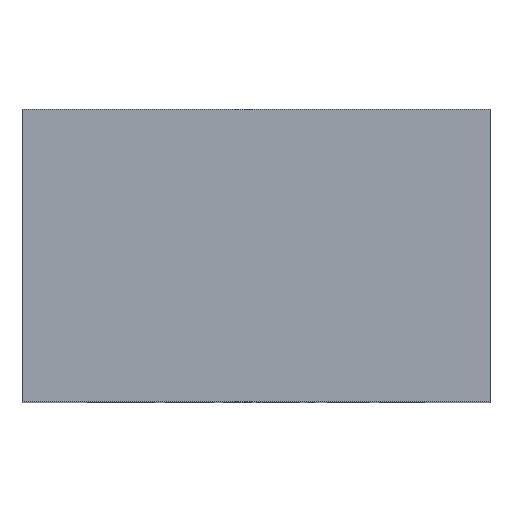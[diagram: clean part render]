
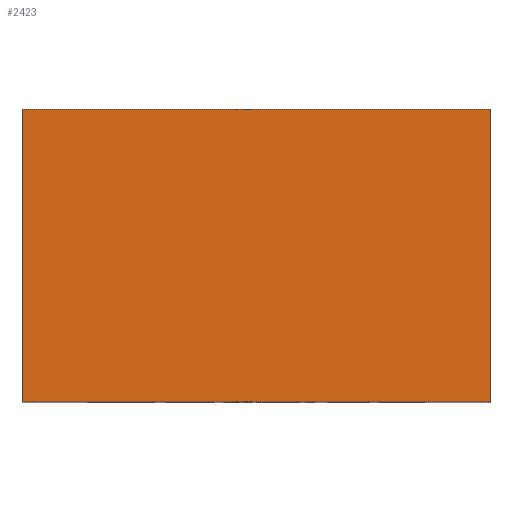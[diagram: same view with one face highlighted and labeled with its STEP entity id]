
A CAD part, top view. The second image highlights one B-rep face of the part: STEP entity #2423.
In plain terms, the highlighted planar face has unit normal (0, 0, 1).
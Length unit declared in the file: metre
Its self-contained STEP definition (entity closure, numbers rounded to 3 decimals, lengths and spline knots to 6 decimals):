
#251=LINE('',#4891,#452);
#252=LINE('',#4894,#453);
#253=LINE('',#4896,#454);
#254=LINE('',#4898,#455);
#452=VECTOR('',#2873,1.);
#453=VECTOR('',#2874,1.);
#454=VECTOR('',#2875,1.);
#455=VECTOR('',#2876,1.);
#537=PLANE('',#2516);
#919=ORIENTED_EDGE('',*,*,#1247,.T.);
#920=ORIENTED_EDGE('',*,*,#1248,.F.);
#921=ORIENTED_EDGE('',*,*,#1249,.F.);
#922=ORIENTED_EDGE('',*,*,#1250,.T.);
#1247=EDGE_CURVE('',#1415,#1416,#251,.T.);
#1248=EDGE_CURVE('',#1417,#1416,#252,.T.);
#1249=EDGE_CURVE('',#1418,#1417,#253,.T.);
#1250=EDGE_CURVE('',#1418,#1415,#254,.T.);
#1415=VERTEX_POINT('',#4892);
#1416=VERTEX_POINT('',#4893);
#1417=VERTEX_POINT('',#4895);
#1418=VERTEX_POINT('',#4897);
#1527=EDGE_LOOP('',(#919,#920,#921,#922));
#1640=FACE_BOUND('',#1527,.T.);
#2423=ADVANCED_FACE('',(#1640),#537,.F.);
#2516=AXIS2_PLACEMENT_3D('',#4890,#2871,#2872);
#2871=DIRECTION('',(0.,0.,-1.));
#2872=DIRECTION('',(-1.,0.,0.));
#2873=DIRECTION('',(-1.,0.,0.));
#2874=DIRECTION('',(0.,1.,0.));
#2875=DIRECTION('',(-1.,0.,0.));
#2876=DIRECTION('',(0.,1.,0.));
#4890=CARTESIAN_POINT('',(0.016,-0.008,0.01915));
#4891=CARTESIAN_POINT('',(0.016,0.01,0.01915));
#4892=CARTESIAN_POINT('',(0.016,0.01,0.01915));
#4893=CARTESIAN_POINT('',(-0.016,0.01,0.01915));
#4894=CARTESIAN_POINT('',(-0.016,-0.008,0.01915));
#4895=CARTESIAN_POINT('',(-0.016,-0.01,0.01915));
#4896=CARTESIAN_POINT('',(0.016,-0.01,0.01915));
#4897=CARTESIAN_POINT('',(0.016,-0.01,0.01915));
#4898=CARTESIAN_POINT('',(0.016,-0.008,0.01915));
